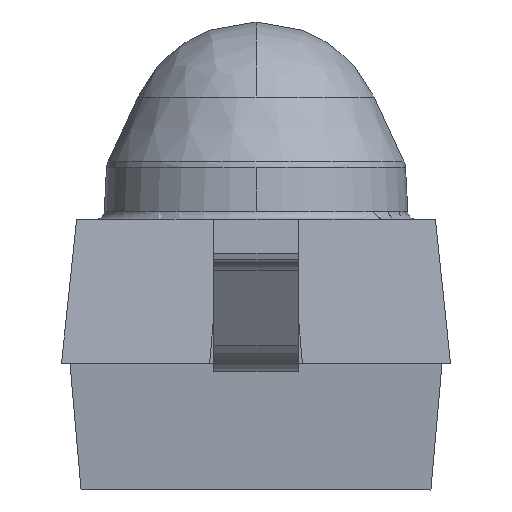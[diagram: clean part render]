
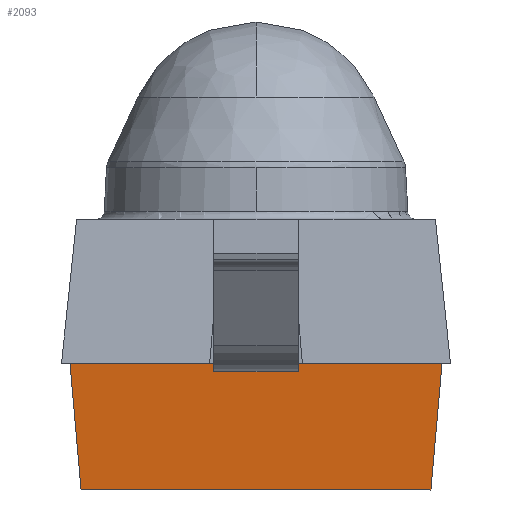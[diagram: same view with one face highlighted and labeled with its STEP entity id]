
A CAD part, left-side view. The second image highlights one B-rep face of the part: STEP entity #2093.
In plain terms, the highlighted planar face has unit normal (-0.996, 0, -0.087).
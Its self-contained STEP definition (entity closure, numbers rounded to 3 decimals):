
#41 = VECTOR ( 'NONE', #71, 1000. ) ;
#71 = DIRECTION ( 'NONE',  ( 0., 1., 0. ) ) ;
#250 = DIRECTION ( 'NONE',  ( 0., -1., 0. ) ) ;
#273 = DIRECTION ( 'NONE',  ( 0.087, -0.087, -0.992 ) ) ;
#276 = EDGE_CURVE ( 'NONE', #1531, #329, #2025, .T. ) ;
#329 = VERTEX_POINT ( 'NONE', #849 ) ;
#525 = LINE ( 'NONE', #960, #2400 ) ;
#569 = EDGE_CURVE ( 'NONE', #1708, #329, #525, .T. ) ;
#634 = VECTOR ( 'NONE', #273, 1000. ) ;
#734 = DIRECTION ( 'NONE',  ( -0.996, 0., -0.087 ) ) ;
#849 = CARTESIAN_POINT ( 'NONE',  ( -1.034, -1.034, -1.65 ) ) ;
#960 = CARTESIAN_POINT ( 'NONE',  ( -1.1, -1.1, -0.9 ) ) ;
#990 = FACE_OUTER_BOUND ( 'NONE', #2545, .T. ) ;
#1075 = CARTESIAN_POINT ( 'NONE',  ( -1.034, 1.034, -1.65 ) ) ;
#1095 = CARTESIAN_POINT ( 'NONE',  ( -1.1, 1.1, -0.9 ) ) ;
#1319 = CARTESIAN_POINT ( 'NONE',  ( -1.034, -1.138, -1.65 ) ) ;
#1432 = VERTEX_POINT ( 'NONE', #2125 ) ;
#1459 = EDGE_CURVE ( 'NONE', #1432, #1531, #2285, .T. ) ;
#1531 = VERTEX_POINT ( 'NONE', #1075 ) ;
#1614 = ORIENTED_EDGE ( 'NONE', *, *, #569, .F. ) ;
#1677 = LINE ( 'NONE', #2349, #41 ) ;
#1708 = VERTEX_POINT ( 'NONE', #1779 ) ;
#1779 = CARTESIAN_POINT ( 'NONE',  ( -1.1, -1.1, -0.9 ) ) ;
#1800 = ORIENTED_EDGE ( 'NONE', *, *, #1459, .T. ) ;
#1805 = DIRECTION ( 'NONE',  ( 0.087, 0.087, -0.992 ) ) ;
#1979 = CARTESIAN_POINT ( 'NONE',  ( -1.031, 1.21, -1.687 ) ) ;
#2025 = LINE ( 'NONE', #1319, #2496 ) ;
#2042 = ORIENTED_EDGE ( 'NONE', *, *, #276, .T. ) ;
#2093 = ADVANCED_FACE ( 'NONE', ( #990 ), #2184, .T. ) ;
#2125 = CARTESIAN_POINT ( 'NONE',  ( -1.1, 1.1, -0.9 ) ) ;
#2181 = ORIENTED_EDGE ( 'NONE', *, *, #2552, .T. ) ;
#2184 = PLANE ( 'NONE',  #2406 ) ;
#2192 = DIRECTION ( 'NONE',  ( -0.087, 0., 0.996 ) ) ;
#2285 = LINE ( 'NONE', #1095, #634 ) ;
#2349 = CARTESIAN_POINT ( 'NONE',  ( -1.1, -1.1, -0.9 ) ) ;
#2400 = VECTOR ( 'NONE', #1805, 1000. ) ;
#2406 = AXIS2_PLACEMENT_3D ( 'NONE', #1979, #734, #2192 ) ;
#2496 = VECTOR ( 'NONE', #250, 1000. ) ;
#2545 = EDGE_LOOP ( 'NONE', ( #2181, #1800, #2042, #1614 ) ) ;
#2552 = EDGE_CURVE ( 'NONE', #1708, #1432, #1677, .T. ) ;
